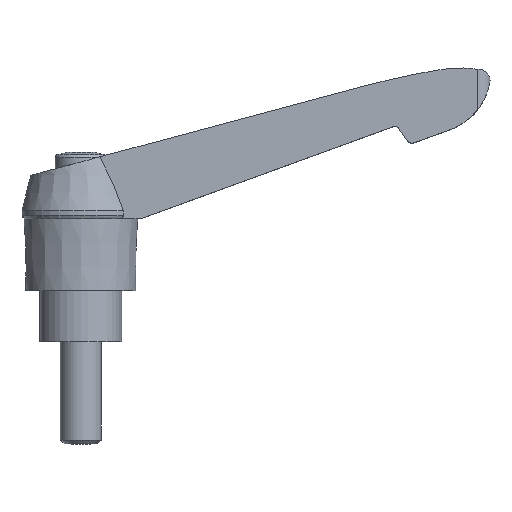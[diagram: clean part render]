
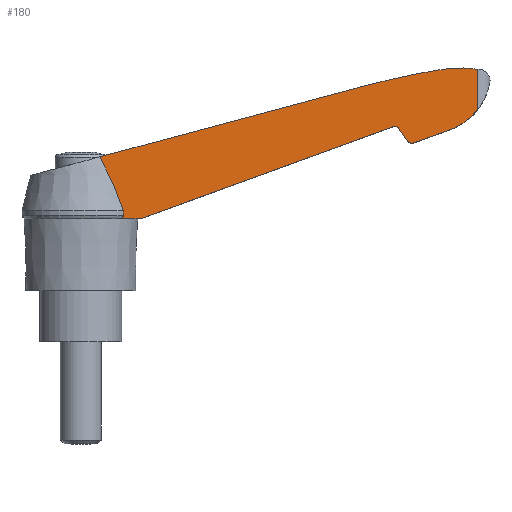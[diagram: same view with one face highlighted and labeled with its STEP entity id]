
A CAD part, top view. The second image highlights one B-rep face of the part: STEP entity #180.
In plain terms, the highlighted planar face has unit normal (0.034, 0, 0.999).
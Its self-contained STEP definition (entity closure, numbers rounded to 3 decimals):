
#180 = ADVANCED_FACE( '', ( #408 ), #409, .F. );
#408 = FACE_OUTER_BOUND( '', #677, .T. );
#409 = PLANE( '', #678 );
#677 = EDGE_LOOP( '', ( #1165, #1166, #1167, #1168, #1169, #1170, #1171, #1172, #1173, #1174, #1175, #1176, #1177, #1178, #1179 ) );
#678 = AXIS2_PLACEMENT_3D( '', #1180, #1181, #1182 );
#1165 = ORIENTED_EDGE( '', *, *, #1789, .F. );
#1166 = ORIENTED_EDGE( '', *, *, #1790, .T. );
#1167 = ORIENTED_EDGE( '', *, *, #1791, .F. );
#1168 = ORIENTED_EDGE( '', *, *, #1759, .F. );
#1169 = ORIENTED_EDGE( '', *, *, #1792, .T. );
#1170 = ORIENTED_EDGE( '', *, *, #1793, .F. );
#1171 = ORIENTED_EDGE( '', *, *, #1612, .F. );
#1172 = ORIENTED_EDGE( '', *, *, #1794, .F. );
#1173 = ORIENTED_EDGE( '', *, *, #1795, .F. );
#1174 = ORIENTED_EDGE( '', *, *, #1796, .F. );
#1175 = ORIENTED_EDGE( '', *, *, #1797, .F. );
#1176 = ORIENTED_EDGE( '', *, *, #1798, .F. );
#1177 = ORIENTED_EDGE( '', *, *, #1799, .F. );
#1178 = ORIENTED_EDGE( '', *, *, #1800, .F. );
#1179 = ORIENTED_EDGE( '', *, *, #1651, .F. );
#1180 = CARTESIAN_POINT( '', ( 0., 58.5, 8.22 ) );
#1181 = DIRECTION( '', ( -0.034, 0., -0.999 ) );
#1182 = DIRECTION( '', ( -0.999, 0., 0.034 ) );
#1612 = EDGE_CURVE( '', #1923, #1916, #1925, .T. );
#1651 = EDGE_CURVE( '', #1993, #1989, #1995, .T. );
#1759 = EDGE_CURVE( '', #2171, #2173, #2174, .T. );
#1789 = EDGE_CURVE( '', #2215, #1993, #2216, .T. );
#1790 = EDGE_CURVE( '', #2215, #2217, #2218, .T. );
#1791 = EDGE_CURVE( '', #2173, #2217, #2219, .T. );
#1792 = EDGE_CURVE( '', #2171, #2220, #2221, .T. );
#1793 = EDGE_CURVE( '', #1916, #2220, #2222, .T. );
#1794 = EDGE_CURVE( '', #2223, #1923, #2224, .T. );
#1795 = EDGE_CURVE( '', #2225, #2223, #2226, .T. );
#1796 = EDGE_CURVE( '', #2227, #2225, #2228, .T. );
#1797 = EDGE_CURVE( '', #2229, #2227, #2230, .T. );
#1798 = EDGE_CURVE( '', #2231, #2229, #2232, .T. );
#1799 = EDGE_CURVE( '', #2233, #2231, #2234, .T. );
#1800 = EDGE_CURVE( '', #1989, #2233, #2235, .T. );
#1916 = VERTEX_POINT( '', #2372 );
#1923 = VERTEX_POINT( '', #2383 );
#1925 = ELLIPSE( '', #2386, 1.201, 1.2 );
#1989 = VERTEX_POINT( '', #2467 );
#1993 = VERTEX_POINT( '', #2480 );
#1995 = B_SPLINE_CURVE_WITH_KNOTS( '', 3, ( #2482, #2483, #2484, #2485, #2486, #2487, #2488, #2489, #2490, #2491 ), .UNSPECIFIED., .F., .F., ( 4, 2, 2, 2, 4 ), ( 0., 0.006, 0.009, 0.01, 0.012 ), .UNSPECIFIED. );
#2171 = VERTEX_POINT( '', #2771 );
#2173 = VERTEX_POINT( '', #2774 );
#2174 = LINE( '', #2775, #2776 );
#2215 = VERTEX_POINT( '', #2831 );
#2216 = LINE( '', #2832, #2833 );
#2217 = VERTEX_POINT( '', #2834 );
#2218 = B_SPLINE_CURVE_WITH_KNOTS( '', 3, ( #2835, #2836, #2837, #2838, #2839, #2840 ), .UNSPECIFIED., .F., .F., ( 4, 2, 4 ), ( 0., 0., 0.001 ), .UNSPECIFIED. );
#2219 = LINE( '', #2841, #2842 );
#2220 = VERTEX_POINT( '', #2843 );
#2221 = ELLIPSE( '', #2844, 0.8, 0.8 );
#2222 = LINE( '', #2845, #2846 );
#2223 = VERTEX_POINT( '', #2847 );
#2224 = LINE( '', #2848, #2849 );
#2225 = VERTEX_POINT( '', #2850 );
#2226 = ELLIPSE( '', #2851, 12.007, 12. );
#2227 = VERTEX_POINT( '', #2852 );
#2228 = LINE( '', #2853, #2854 );
#2229 = VERTEX_POINT( '', #2855 );
#2230 = ELLIPSE( '', #2856, 36.021, 36. );
#2231 = VERTEX_POINT( '', #2857 );
#2232 = ELLIPSE( '', #2858, 30.017, 30. );
#2233 = VERTEX_POINT( '', #2859 );
#2234 = ELLIPSE( '', #2860, 157.091, 157. );
#2235 = LINE( '', #2861, #2862 );
#2372 = CARTESIAN_POINT( '', ( 63.777, 39.333, 6.051 ) );
#2383 = CARTESIAN_POINT( '', ( 65.173, 38.89, 6.004 ) );
#2386 = AXIS2_PLACEMENT_3D( '', #3104, #3105, #3106 );
#2467 = CARTESIAN_POINT( '', ( 3.725, 36.121, 8.093 ) );
#2480 = CARTESIAN_POINT( '', ( 8.322, 25.6, 7.937 ) );
#2482 = CARTESIAN_POINT( '', ( 8.322, 25.6, 7.937 ) );
#2483 = CARTESIAN_POINT( '', ( 7.686, 27.409, 7.958 ) );
#2484 = CARTESIAN_POINT( '', ( 7.019, 29.207, 7.981 ) );
#2485 = CARTESIAN_POINT( '', ( 5.912, 31.861, 8.019 ) );
#2486 = CARTESIAN_POINT( '', ( 5.526, 32.738, 8.032 ) );
#2487 = CARTESIAN_POINT( '', ( 4.898, 34.032, 8.053 ) );
#2488 = CARTESIAN_POINT( '', ( 4.68, 34.459, 8.06 ) );
#2489 = CARTESIAN_POINT( '', ( 4.223, 35.301, 8.076 ) );
#2490 = CARTESIAN_POINT( '', ( 3.982, 35.717, 8.084 ) );
#2491 = CARTESIAN_POINT( '', ( 3.725, 36.121, 8.093 ) );
#2771 = CARTESIAN_POINT( '', ( 61.169, 42.042, 6.14 ) );
#2774 = CARTESIAN_POINT( '', ( 11.6, 24., 7.825 ) );
#2775 = CARTESIAN_POINT( '', ( 11.49, 23.96, 7.829 ) );
#2776 = VECTOR( '', #3306, 1000. );
#2831 = CARTESIAN_POINT( '', ( 8.322, 24.664, 7.937 ) );
#2832 = CARTESIAN_POINT( '', ( 8.322, 72.299, 7.937 ) );
#2833 = VECTOR( '', #3342, 1000. );
#2834 = CARTESIAN_POINT( '', ( 7.764, 24., 7.956 ) );
#2835 = CARTESIAN_POINT( '', ( 8.322, 24.664, 7.937 ) );
#2836 = CARTESIAN_POINT( '', ( 8.276, 24.522, 7.938 ) );
#2837 = CARTESIAN_POINT( '', ( 8.2, 24.396, 7.941 ) );
#2838 = CARTESIAN_POINT( '', ( 8.005, 24.172, 7.947 ) );
#2839 = CARTESIAN_POINT( '', ( 7.89, 24.079, 7.951 ) );
#2840 = CARTESIAN_POINT( '', ( 7.764, 24., 7.956 ) );
#2841 = CARTESIAN_POINT( '', ( -0.111, 24., 8.223 ) );
#2842 = VECTOR( '', #3343, 1000. );
#2843 = CARTESIAN_POINT( '', ( 62.1, 41.746, 6.109 ) );
#2844 = AXIS2_PLACEMENT_3D( '', #3344, #3345, #3346 );
#2845 = CARTESIAN_POINT( '', ( 62.04, 41.832, 6.111 ) );
#2846 = VECTOR( '', #3347, 1000. );
#2847 = CARTESIAN_POINT( '', ( 73., 41.739, 5.738 ) );
#2848 = CARTESIAN_POINT( '', ( 65.008, 38.83, 6.01 ) );
#2849 = VECTOR( '', #3348, 1000. );
#2850 = CARTESIAN_POINT( '', ( 77.585, 45.336, 5.582 ) );
#2851 = AXIS2_PLACEMENT_3D( '', #3349, #3350, #3351 );
#2852 = CARTESIAN_POINT( '', ( 77.585, 53.244, 5.582 ) );
#2853 = CARTESIAN_POINT( '', ( 77.585, 58.5, 5.582 ) );
#2854 = VECTOR( '', #3352, 1000. );
#2855 = CARTESIAN_POINT( '', ( 74.8, 53.5, 5.677 ) );
#2856 = AXIS2_PLACEMENT_3D( '', #3353, #3354, #3355 );
#2857 = CARTESIAN_POINT( '', ( 69.3, 53., 5.864 ) );
#2858 = AXIS2_PLACEMENT_3D( '', #3356, #3357, #3358 );
#2859 = CARTESIAN_POINT( '', ( 56.5, 50.262, 6.299 ) );
#2860 = AXIS2_PLACEMENT_3D( '', #3359, #3360, #3361 );
#2861 = CARTESIAN_POINT( '', ( 56.335, 50.217, 6.304 ) );
#2862 = VECTOR( '', #3362, 1000. );
#3104 = CARTESIAN_POINT( '', ( 64.762, 40.018, 6.018 ) );
#3105 = DIRECTION( '', ( -0.034, 0., -0.999 ) );
#3106 = DIRECTION( '', ( 0.999, 0., -0.034 ) );
#3306 = DIRECTION( '', ( -0.939, -0.342, 0.032 ) );
#3342 = DIRECTION( '', ( 0., 1., 0. ) );
#3343 = DIRECTION( '', ( -0.999, 0., 0.034 ) );
#3344 = CARTESIAN_POINT( '', ( 61.443, 41.29, 6.131 ) );
#3345 = DIRECTION( '', ( -0.034, 0., -0.999 ) );
#3346 = DIRECTION( '', ( 0.999, 0., -0.034 ) );
#3347 = DIRECTION( '', ( -0.571, 0.821, 0.019 ) );
#3348 = DIRECTION( '', ( -0.939, -0.342, 0.032 ) );
#3349 = CARTESIAN_POINT( '', ( 68.107, 52.696, 5.904 ) );
#3350 = DIRECTION( '', ( -0.034, 0., -0.999 ) );
#3351 = DIRECTION( '', ( 0.999, 0., -0.034 ) );
#3352 = DIRECTION( '', ( 0., -1., 0. ) );
#3353 = CARTESIAN_POINT( '', ( 72.905, 17.55, 5.741 ) );
#3354 = DIRECTION( '', ( -0.034, 0., -0.999 ) );
#3355 = DIRECTION( '', ( 0.999, 0., -0.034 ) );
#3356 = CARTESIAN_POINT( '', ( 74.755, 23.5, 5.678 ) );
#3357 = DIRECTION( '', ( -0.034, 0., -0.999 ) );
#3358 = DIRECTION( '', ( 0.999, 0., -0.034 ) );
#3359 = CARTESIAN_POINT( '', ( 95.717, -101.762, 4.966 ) );
#3360 = DIRECTION( '', ( -0.034, 0., -0.999 ) );
#3361 = DIRECTION( '', ( 0.999, 0., -0.034 ) );
#3362 = DIRECTION( '', ( 0.965, 0.259, -0.033 ) );
